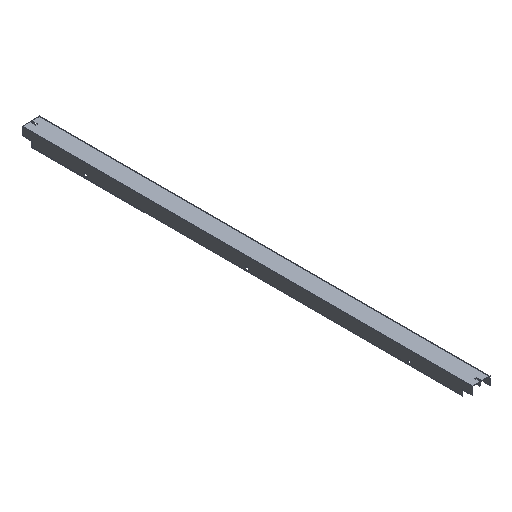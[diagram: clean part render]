
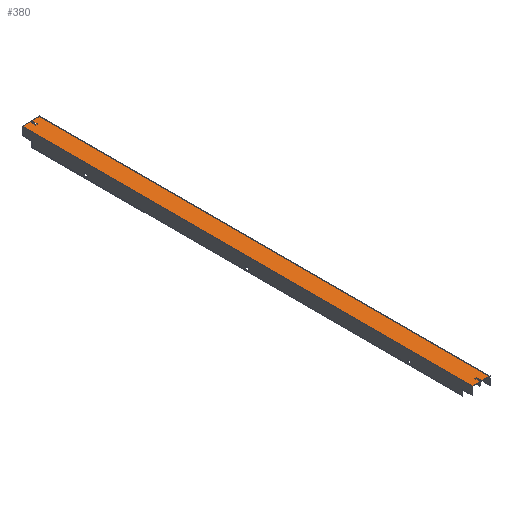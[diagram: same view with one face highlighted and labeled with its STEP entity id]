
A CAD part, isometric view. The second image highlights one B-rep face of the part: STEP entity #380.
In plain terms, the highlighted planar face has unit normal (0, 0, 1).
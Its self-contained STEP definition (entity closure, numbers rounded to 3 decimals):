
#24 = CARTESIAN_POINT ( 'NONE',  ( 31.5, 800., 0. ) ) ;
#42 = ORIENTED_EDGE ( 'NONE', *, *, #934, .T. ) ;
#50 = ORIENTED_EDGE ( 'NONE', *, *, #980, .F. ) ;
#52 = VERTEX_POINT ( 'NONE', #780 ) ;
#80 = VECTOR ( 'NONE', #437, 1000. ) ;
#100 = ORIENTED_EDGE ( 'NONE', *, *, #616, .F. ) ;
#131 = ORIENTED_EDGE ( 'NONE', *, *, #893, .F. ) ;
#145 = VECTOR ( 'NONE', #1433, 1000. ) ;
#192 = DIRECTION ( 'NONE',  ( 0., -1., 0. ) ) ;
#236 = CARTESIAN_POINT ( 'NONE',  ( 31.5, 800., 0. ) ) ;
#259 = VERTEX_POINT ( 'NONE', #24 ) ;
#281 = CARTESIAN_POINT ( 'NONE',  ( -2.5, 800., 0. ) ) ;
#283 = AXIS2_PLACEMENT_3D ( 'NONE', #1397, #1340, #1357 ) ;
#297 = VECTOR ( 'NONE', #1476, 1000. ) ;
#360 = VECTOR ( 'NONE', #456, 1000. ) ;
#373 = CARTESIAN_POINT ( 'NONE',  ( -31.5, -800., 0. ) ) ;
#380 = ADVANCED_FACE ( 'NONE', ( #1216 ), #1364, .F. ) ;
#389 = VERTEX_POINT ( 'NONE', #1314 ) ;
#397 = CARTESIAN_POINT ( 'NONE',  ( 2.5, -800., 0. ) ) ;
#421 = LINE ( 'NONE', #841, #1163 ) ;
#437 = DIRECTION ( 'NONE',  ( 1., 0., 0. ) ) ;
#443 = LINE ( 'NONE', #497, #360 ) ;
#454 = CARTESIAN_POINT ( 'NONE',  ( 31.5, -800., 0. ) ) ;
#456 = DIRECTION ( 'NONE',  ( 1., 0., 0. ) ) ;
#464 = LINE ( 'NONE', #477, #80 ) ;
#477 = CARTESIAN_POINT ( 'NONE',  ( -31.5, 800., 0. ) ) ;
#497 = CARTESIAN_POINT ( 'NONE',  ( -31.5, -800., 0. ) ) ;
#513 = CARTESIAN_POINT ( 'NONE',  ( -31.5, 800., 0. ) ) ;
#535 = EDGE_CURVE ( 'NONE', #877, #52, #923, .T. ) ;
#546 = VECTOR ( 'NONE', #1488, 1000. ) ;
#558 = LINE ( 'NONE', #623, #1242 ) ;
#565 = EDGE_CURVE ( 'NONE', #389, #734, #1676, .T. ) ;
#613 = EDGE_CURVE ( 'NONE', #1427, #52, #443, .T. ) ;
#616 = EDGE_CURVE ( 'NONE', #1174, #1504, #464, .T. ) ;
#619 = DIRECTION ( 'NONE',  ( 0., -1., 0. ) ) ;
#623 = CARTESIAN_POINT ( 'NONE',  ( -2.5, 800., 0. ) ) ;
#631 = EDGE_CURVE ( 'NONE', #259, #1334, #1312, .T. ) ;
#711 = EDGE_CURVE ( 'NONE', #734, #259, #1055, .T. ) ;
#713 = VERTEX_POINT ( 'NONE', #1494 ) ;
#720 = EDGE_CURVE ( 'NONE', #1413, #1334, #758, .T. ) ;
#724 = CARTESIAN_POINT ( 'NONE',  ( 2.5, -780., 0. ) ) ;
#727 = EDGE_CURVE ( 'NONE', #963, #877, #1629, .T. ) ;
#731 = EDGE_CURVE ( 'NONE', #1413, #963, #1610, .T. ) ;
#734 = VERTEX_POINT ( 'NONE', #1429 ) ;
#743 = VECTOR ( 'NONE', #1026, 1000. ) ;
#758 = LINE ( 'NONE', #1498, #297 ) ;
#767 = VECTOR ( 'NONE', #1206, 1000. ) ;
#780 = CARTESIAN_POINT ( 'NONE',  ( -2.5, -800., 0. ) ) ;
#826 = DIRECTION ( 'NONE',  ( 0., -1., 0. ) ) ;
#841 = CARTESIAN_POINT ( 'NONE',  ( -31.5, 800., 0. ) ) ;
#877 = VERTEX_POINT ( 'NONE', #1108 ) ;
#893 = EDGE_CURVE ( 'NONE', #713, #389, #1658, .T. ) ;
#923 = LINE ( 'NONE', #1244, #767 ) ;
#934 = EDGE_CURVE ( 'NONE', #1174, #1427, #421, .T. ) ;
#963 = VERTEX_POINT ( 'NONE', #724 ) ;
#964 = DIRECTION ( 'NONE',  ( 0., 1., 0. ) ) ;
#980 = EDGE_CURVE ( 'NONE', #1504, #713, #558, .T. ) ;
#1026 = DIRECTION ( 'NONE',  ( 1., 0., 0. ) ) ;
#1033 = CARTESIAN_POINT ( 'NONE',  ( -2.5, 780., 0. ) ) ;
#1041 = CARTESIAN_POINT ( 'NONE',  ( 2.5, 800., 0. ) ) ;
#1055 = LINE ( 'NONE', #1538, #546 ) ;
#1097 = EDGE_LOOP ( 'NONE', ( #1185, #1200, #1233, #1247, #1283, #1303, #1306, #1317, #131, #50, #100, #42 ) ) ;
#1108 = CARTESIAN_POINT ( 'NONE',  ( -2.5, -780., 0. ) ) ;
#1163 = VECTOR ( 'NONE', #826, 1000. ) ;
#1174 = VERTEX_POINT ( 'NONE', #513 ) ;
#1185 = ORIENTED_EDGE ( 'NONE', *, *, #613, .T. ) ;
#1200 = ORIENTED_EDGE ( 'NONE', *, *, #535, .F. ) ;
#1206 = DIRECTION ( 'NONE',  ( 0., -1., 0. ) ) ;
#1216 = FACE_OUTER_BOUND ( 'NONE', #1097, .T. ) ;
#1233 = ORIENTED_EDGE ( 'NONE', *, *, #727, .F. ) ;
#1242 = VECTOR ( 'NONE', #619, 1000. ) ;
#1244 = CARTESIAN_POINT ( 'NONE',  ( -2.5, -800., 0. ) ) ;
#1247 = ORIENTED_EDGE ( 'NONE', *, *, #731, .F. ) ;
#1253 = VECTOR ( 'NONE', #192, 1000. ) ;
#1283 = ORIENTED_EDGE ( 'NONE', *, *, #720, .T. ) ;
#1303 = ORIENTED_EDGE ( 'NONE', *, *, #631, .F. ) ;
#1306 = ORIENTED_EDGE ( 'NONE', *, *, #711, .F. ) ;
#1312 = LINE ( 'NONE', #236, #1253 ) ;
#1314 = CARTESIAN_POINT ( 'NONE',  ( 2.5, 780., 0. ) ) ;
#1317 = ORIENTED_EDGE ( 'NONE', *, *, #565, .F. ) ;
#1334 = VERTEX_POINT ( 'NONE', #454 ) ;
#1340 = DIRECTION ( 'NONE',  ( 0., 0., -1. ) ) ;
#1357 = DIRECTION ( 'NONE',  ( -1., 0., 0. ) ) ;
#1364 = PLANE ( 'NONE',  #283 ) ;
#1397 = CARTESIAN_POINT ( 'NONE',  ( -31.5, 800., 0. ) ) ;
#1413 = VERTEX_POINT ( 'NONE', #397 ) ;
#1427 = VERTEX_POINT ( 'NONE', #373 ) ;
#1429 = CARTESIAN_POINT ( 'NONE',  ( 2.5, 800., 0. ) ) ;
#1433 = DIRECTION ( 'NONE',  ( -1., 0., 0. ) ) ;
#1437 = CARTESIAN_POINT ( 'NONE',  ( -2.5, -780., 0. ) ) ;
#1465 = CARTESIAN_POINT ( 'NONE',  ( 2.5, -800., 0. ) ) ;
#1476 = DIRECTION ( 'NONE',  ( 1., 0., 0. ) ) ;
#1478 = DIRECTION ( 'NONE',  ( 0., 1., 0. ) ) ;
#1488 = DIRECTION ( 'NONE',  ( 1., 0., 0. ) ) ;
#1494 = CARTESIAN_POINT ( 'NONE',  ( -2.5, 780., 0. ) ) ;
#1498 = CARTESIAN_POINT ( 'NONE',  ( -31.5, -800., 0. ) ) ;
#1504 = VERTEX_POINT ( 'NONE', #281 ) ;
#1538 = CARTESIAN_POINT ( 'NONE',  ( -31.5, 800., 0. ) ) ;
#1606 = VECTOR ( 'NONE', #1478, 1000. ) ;
#1610 = LINE ( 'NONE', #1465, #1606 ) ;
#1629 = LINE ( 'NONE', #1437, #145 ) ;
#1649 = VECTOR ( 'NONE', #964, 1000. ) ;
#1658 = LINE ( 'NONE', #1033, #743 ) ;
#1676 = LINE ( 'NONE', #1041, #1649 ) ;
